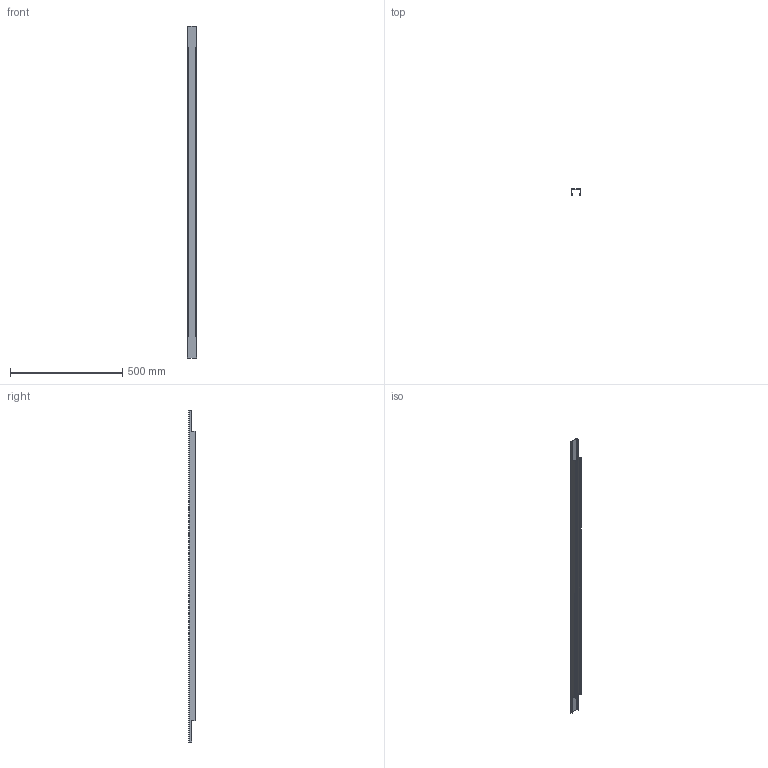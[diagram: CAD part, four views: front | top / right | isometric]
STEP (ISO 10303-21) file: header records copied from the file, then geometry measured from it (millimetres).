
FILE_DESCRIPTION((''),'2;1');
FILE_NAME('215051_ASM','2019-11-12T07:52:52',('pdmadmin'),('BANNER ENGINEERING'),'CREO PARAMETRIC BY PTC INC, 2018300','CREO PARAMETRIC BY PTC INC, 2018300','');
FILE_SCHEMA(('CONFIG_CONTROL_DESIGN'));
Length unit declared in the file: millimetre
Products named in the file (5): 184085_SHIELD_AF0; 184085_SHIELD_STRIP_AF0; 184085_SHIELD_STRIP_AF1; 184085_AF0_ASM; 215051_ASM
Assembly tree (4 placements, depth 3):
  215051_ASM
    184085_AF0_ASM
      184085_SHIELD_AF0
      184085_SHIELD_STRIP_AF0
      184085_SHIELD_STRIP_AF1
Bounding box: 40.54 x 27 x 1477.6 mm (x, y, z)
Volume: 254736.4 mm3; surface area: 309595.9 mm2
Topology: 3 solids, 3 shells, 42 faces, 92 edges, 56 vertices
Faces by surface type: plane 38, cylinder 4
Entity records: 1259 total; most frequent: DIRECTION 208, CARTESIAN_POINT 202, ORIENTED_EDGE 184, EDGE_CURVE 92, VECTOR 84, LINE 84, AXIS2_PLACEMENT_3D 62, VERTEX_POINT 56
